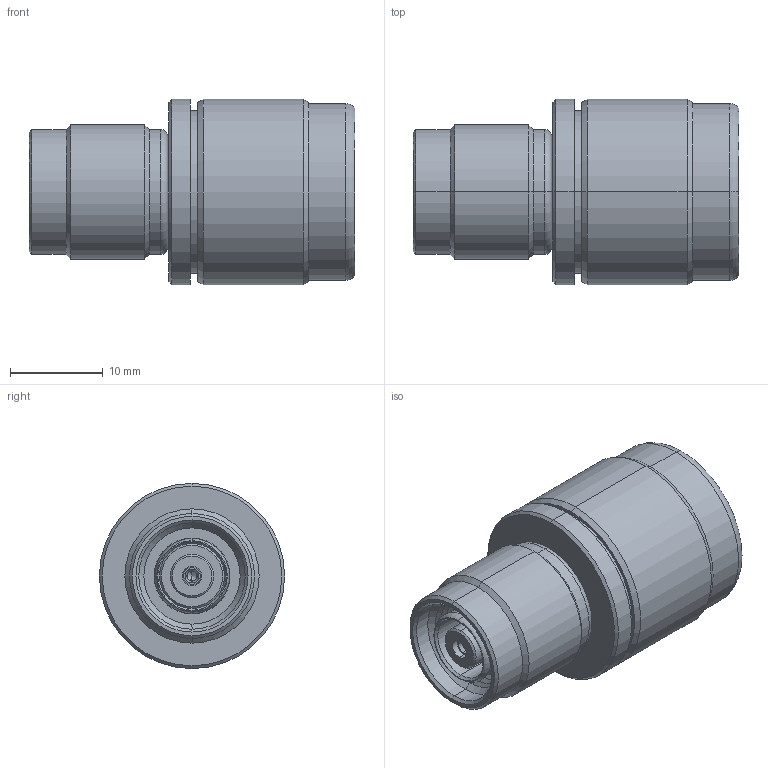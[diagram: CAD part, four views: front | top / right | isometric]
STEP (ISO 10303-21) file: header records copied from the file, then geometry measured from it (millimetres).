
FILE_DESCRIPTION (( 'STEP AP203' ), '1' );
FILE_NAME ('AXA-NMRTP.STEP', '2014-09-25T20:41:20', ( 'x' ), ( '' ), 'SwSTEP 2.0', 'SolidWorks 2014', '' );
FILE_SCHEMA (( 'CONFIG_CONTROL_DESIGN' ));
Length unit declared in the file: millimetre
Products named in the file (1): AXA-NMRTP
Bounding box: 35.2 x 20 x 20 mm (x, y, z)
Volume: 5863.1 mm3; surface area: 6189 mm2
Topology: 1 solids, 1 shells, 201 faces, 418 edges, 240 vertices
Faces by surface type: cone 94, cylinder 60, plane 39, torus 6, sphere 2
Entity records: 5437 total; most frequent: DIRECTION 1030, CARTESIAN_POINT 978, ORIENTED_EDGE 832, AXIS2_PLACEMENT_3D 436, EDGE_CURVE 416, VERTEX_POINT 240, CIRCLE 234, EDGE_LOOP 224
